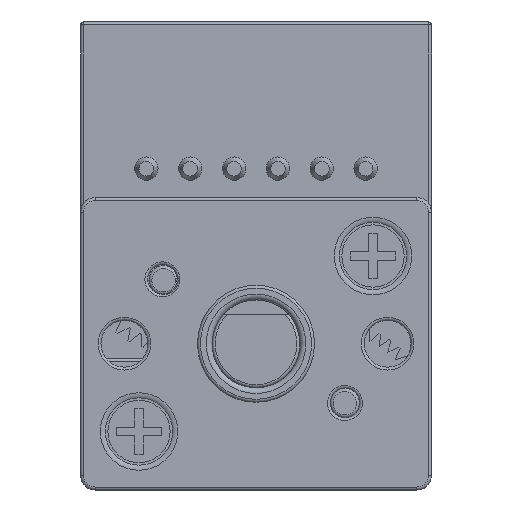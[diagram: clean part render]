
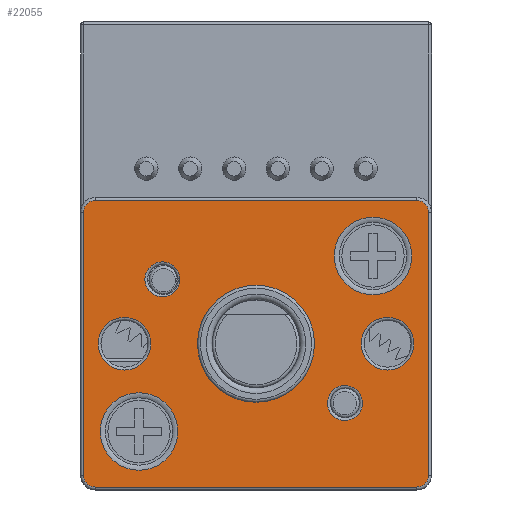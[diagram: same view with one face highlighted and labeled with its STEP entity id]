
A CAD part, left-side view. The second image highlights one B-rep face of the part: STEP entity #22055.
In plain terms, the highlighted planar face has unit normal (-1, 0, 0).
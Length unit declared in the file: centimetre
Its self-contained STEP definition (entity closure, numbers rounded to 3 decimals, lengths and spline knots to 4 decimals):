
#111=FACE_BOUND('',#8095,.T.);
#112=FACE_BOUND('',#8096,.T.);
#113=FACE_BOUND('',#8097,.T.);
#114=FACE_BOUND('',#8098,.T.);
#115=FACE_BOUND('',#8099,.T.);
#116=FACE_BOUND('',#8100,.T.);
#117=FACE_BOUND('',#8101,.T.);
#731=LINE('',#33678,#3283);
#732=LINE('',#33681,#3284);
#733=LINE('',#33694,#3285);
#734=LINE('',#33697,#3286);
#3283=VECTOR('',#26631,0.9);
#3284=VECTOR('',#26634,1.1);
#3285=VECTOR('',#26653,1.1);
#3286=VECTOR('',#26656,0.9);
#5781=PLANE('',#23655);
#6831=FACE_OUTER_BOUND('',#8094,.T.);
#8094=EDGE_LOOP('',(#16765,#16766,#16767,#16768,#16769,#16770,#16771,#16772));
#8095=EDGE_LOOP('',(#16773));
#8096=EDGE_LOOP('',(#16774));
#8097=EDGE_LOOP('',(#16775));
#8098=EDGE_LOOP('',(#16776));
#8099=EDGE_LOOP('',(#16777));
#8100=EDGE_LOOP('',(#16778));
#8101=EDGE_LOOP('',(#16779));
#9258=CIRCLE('',#23556,0.1325);
#9263=CIRCLE('',#23563,0.1325);
#9287=CIRCLE('',#23603,0.04);
#9291=CIRCLE('',#23610,0.04);
#9292=CIRCLE('',#23612,0.04);
#9296=CIRCLE('',#23619,0.04);
#9298=CIRCLE('',#23622,0.15);
#9299=CIRCLE('',#23624,0.09);
#9302=CIRCLE('',#23628,0.09);
#9313=CIRCLE('',#23644,0.06);
#9321=CIRCLE('',#23656,0.06);
#10168=VERTEX_POINT('',#33583);
#10172=VERTEX_POINT('',#33595);
#10193=VERTEX_POINT('',#33670);
#10194=VERTEX_POINT('',#33672);
#10195=VERTEX_POINT('',#33676);
#10196=VERTEX_POINT('',#33680);
#10197=VERTEX_POINT('',#33684);
#10198=VERTEX_POINT('',#33688);
#10199=VERTEX_POINT('',#33692);
#10200=VERTEX_POINT('',#33696);
#10202=VERTEX_POINT('',#33704);
#10203=VERTEX_POINT('',#33708);
#10205=VERTEX_POINT('',#33714);
#10213=VERTEX_POINT('',#33740);
#10219=VERTEX_POINT('',#33759);
#12574=EDGE_CURVE('',#10168,#10168,#9258,.T.);
#12580=EDGE_CURVE('',#10172,#10172,#9263,.T.);
#12620=EDGE_CURVE('',#10194,#10193,#9287,.T.);
#12622=EDGE_CURVE('',#10195,#10194,#731,.T.);
#12623=EDGE_CURVE('',#10193,#10196,#732,.T.);
#12626=EDGE_CURVE('',#10197,#10195,#9291,.T.);
#12627=EDGE_CURVE('',#10196,#10198,#9292,.T.);
#12630=EDGE_CURVE('',#10199,#10197,#733,.T.);
#12631=EDGE_CURVE('',#10198,#10200,#734,.T.);
#12633=EDGE_CURVE('',#10200,#10199,#9296,.T.);
#12636=EDGE_CURVE('',#10202,#10202,#9298,.T.);
#12637=EDGE_CURVE('',#10203,#10203,#9299,.T.);
#12640=EDGE_CURVE('',#10205,#10205,#9302,.T.);
#12653=EDGE_CURVE('',#10213,#10213,#9313,.T.);
#12662=EDGE_CURVE('',#10219,#10219,#9321,.T.);
#16765=ORIENTED_EDGE('',*,*,#12633,.F.);
#16766=ORIENTED_EDGE('',*,*,#12631,.F.);
#16767=ORIENTED_EDGE('',*,*,#12627,.F.);
#16768=ORIENTED_EDGE('',*,*,#12623,.F.);
#16769=ORIENTED_EDGE('',*,*,#12620,.F.);
#16770=ORIENTED_EDGE('',*,*,#12622,.F.);
#16771=ORIENTED_EDGE('',*,*,#12626,.F.);
#16772=ORIENTED_EDGE('',*,*,#12630,.F.);
#16773=ORIENTED_EDGE('',*,*,#12574,.F.);
#16774=ORIENTED_EDGE('',*,*,#12580,.F.);
#16775=ORIENTED_EDGE('',*,*,#12636,.T.);
#16776=ORIENTED_EDGE('',*,*,#12637,.F.);
#16777=ORIENTED_EDGE('',*,*,#12653,.F.);
#16778=ORIENTED_EDGE('',*,*,#12662,.F.);
#16779=ORIENTED_EDGE('',*,*,#12640,.F.);
#22055=ADVANCED_FACE('',(#6831,#111,#112,#113,#114,#115,#116,#117),#5781,
 .T.);
#23556=AXIS2_PLACEMENT_3D('',#33584,#26514,#26515);
#23563=AXIS2_PLACEMENT_3D('',#33596,#26529,#26530);
#23603=AXIS2_PLACEMENT_3D('',#33674,#26625,#26626);
#23610=AXIS2_PLACEMENT_3D('',#33686,#26641,#26642);
#23612=AXIS2_PLACEMENT_3D('',#33689,#26645,#26646);
#23619=AXIS2_PLACEMENT_3D('',#33700,#26661,#26662);
#23622=AXIS2_PLACEMENT_3D('',#33706,#26668,#26669);
#23624=AXIS2_PLACEMENT_3D('',#33709,#26672,#26673);
#23628=AXIS2_PLACEMENT_3D('',#33715,#26680,#26681);
#23644=AXIS2_PLACEMENT_3D('',#33741,#26714,#26715);
#23655=AXIS2_PLACEMENT_3D('',#33758,#26737,#26738);
#23656=AXIS2_PLACEMENT_3D('',#33760,#26739,#26740);
#26514=DIRECTION('center_axis',(-1.,0.,0.));
#26515=DIRECTION('ref_axis',(0.,0.,
-1.));
#26529=DIRECTION('center_axis',(-1.,0.,0.));
#26530=DIRECTION('ref_axis',(0.,0.,
-1.));
#26625=DIRECTION('center_axis',(1.,0.,0.));
#26626=DIRECTION('ref_axis',(0.,-0.707,-0.707));
#26631=DIRECTION('',(0.,0.,-1.));
#26634=DIRECTION('',(0.,1.,0.));
#26641=DIRECTION('center_axis',(1.,0.,0.));
#26642=DIRECTION('ref_axis',(0.,-0.707,0.707));
#26645=DIRECTION('center_axis',(1.,0.,0.));
#26646=DIRECTION('ref_axis',(0.,0.707,-0.707));
#26653=DIRECTION('',(0.,-1.,0.));
#26656=DIRECTION('',(0.,0.,1.));
#26661=DIRECTION('center_axis',(1.,0.,0.));
#26662=DIRECTION('ref_axis',(0.,0.707,0.707));
#26668=DIRECTION('center_axis',(1.,0.,0.));
#26669=DIRECTION('ref_axis',(0.,0.,
-1.));
#26672=DIRECTION('center_axis',(-1.,0.,0.));
#26673=DIRECTION('ref_axis',(0.,0.,1.));
#26680=DIRECTION('center_axis',(-1.,0.,0.));
#26681=DIRECTION('ref_axis',(0.,0.,1.));
#26714=DIRECTION('center_axis',(-1.,0.,0.));
#26715=DIRECTION('ref_axis',(0.,0.,
1.));
#26737=DIRECTION('center_axis',(-1.,0.,0.));
#26738=DIRECTION('ref_axis',(0.,0.,1.));
#26739=DIRECTION('center_axis',(-1.,0.,0.));
#26740=DIRECTION('ref_axis',(0.,0.,
1.));
#33583=CARTESIAN_POINT('',(-13.6719,23.5707,0.4682));
#33584=CARTESIAN_POINT('Origin',(-13.6719,23.5707,0.3357));
#33595=CARTESIAN_POINT('',(-13.6719,22.7707,1.0682));
#33596=CARTESIAN_POINT('Origin',(-13.6719,22.7707,0.9357));
#33670=CARTESIAN_POINT('',(-13.6719,22.6207,0.1457));
#33672=CARTESIAN_POINT('',(-13.6719,22.5807,0.1857));
#33674=CARTESIAN_POINT('Origin',(-13.6719,22.6207,0.1857));
#33676=CARTESIAN_POINT('',(-13.6719,22.5807,1.0857));
#33678=CARTESIAN_POINT('',(-13.6719,22.5807,1.0857));
#33680=CARTESIAN_POINT('',(-13.6719,23.7207,0.1457));
#33681=CARTESIAN_POINT('',(-13.6719,22.6207,0.1457));
#33684=CARTESIAN_POINT('',(-13.6719,22.6207,1.1257));
#33686=CARTESIAN_POINT('Origin',(-13.6719,22.6207,1.0857));
#33688=CARTESIAN_POINT('',(-13.6719,23.7607,0.1857));
#33689=CARTESIAN_POINT('Origin',(-13.6719,23.7207,0.1857));
#33692=CARTESIAN_POINT('',(-13.6719,23.7207,1.1257));
#33694=CARTESIAN_POINT('',(-13.6719,23.7207,1.1257));
#33696=CARTESIAN_POINT('',(-13.6719,23.7607,1.0857));
#33697=CARTESIAN_POINT('',(-13.6719,23.7607,0.1857));
#33700=CARTESIAN_POINT('Origin',(-13.6719,23.7207,1.0857));
#33704=CARTESIAN_POINT('',(-13.6719,23.1707,0.7857));
#33706=CARTESIAN_POINT('Origin',(-13.6719,23.1707,0.6357));
#33708=CARTESIAN_POINT('',(-13.6719,23.6207,0.7257));
#33709=CARTESIAN_POINT('Origin',(-13.6719,23.6207,0.6357));
#33714=CARTESIAN_POINT('',(-13.6719,22.7207,0.7257));
#33715=CARTESIAN_POINT('Origin',(-13.6719,22.7207,0.6357));
#33740=CARTESIAN_POINT('',(-13.6719,23.4907,0.9157));
#33741=CARTESIAN_POINT('Origin',(-13.6719,23.4907,0.8557));
#33758=CARTESIAN_POINT('Origin',(-13.6719,23.1707,0.6357));
#33759=CARTESIAN_POINT('',(-13.6719,22.8667,0.4929));
#33760=CARTESIAN_POINT('Origin',(-13.6719,22.8667,0.4329));
